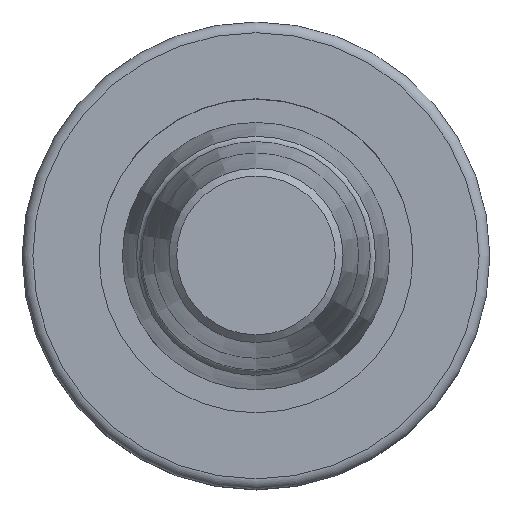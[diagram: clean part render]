
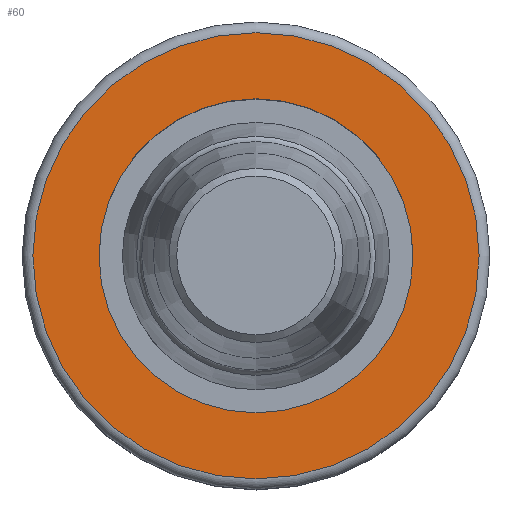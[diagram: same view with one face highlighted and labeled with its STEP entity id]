
A CAD part, top view. The second image highlights one B-rep face of the part: STEP entity #60.
In plain terms, the highlighted planar face has unit normal (0, 0, 1).
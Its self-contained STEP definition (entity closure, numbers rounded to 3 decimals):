
#42=PLANE('',#349);
#60=ADVANCED_FACE('',(#94,#95),#42,.T.);
#94=FACE_BOUND('',#144,.T.);
#95=FACE_BOUND('',#145,.T.);
#144=EDGE_LOOP('',(#196));
#145=EDGE_LOOP('',(#197));
#196=ORIENTED_EDGE('',*,*,#272,.T.);
#197=ORIENTED_EDGE('',*,*,#271,.F.);
#245=VERTEX_POINT('',#521);
#246=VERTEX_POINT('',#524);
#271=EDGE_CURVE('',#245,#245,#297,.T.);
#272=EDGE_CURVE('',#246,#246,#298,.T.);
#297=CIRCLE('',#346,16.7);
#298=CIRCLE('',#348,11.75);
#346=AXIS2_PLACEMENT_3D('',#520,#412,#413);
#348=AXIS2_PLACEMENT_3D('',#523,#416,#417);
#349=AXIS2_PLACEMENT_3D('',#525,#418,#419);
#412=DIRECTION('',(0.,0.,-1.));
#413=DIRECTION('',(0.,1.,0.));
#416=DIRECTION('',(0.,0.,-1.));
#417=DIRECTION('',(0.,1.,0.));
#418=DIRECTION('',(0.,0.,1.));
#419=DIRECTION('',(0.,1.,0.));
#520=CARTESIAN_POINT('',(0.,0.,8.881));
#521=CARTESIAN_POINT('',(0.,16.7,8.881));
#523=CARTESIAN_POINT('',(0.,0.,8.881));
#524=CARTESIAN_POINT('',(0.,11.75,8.881));
#525=CARTESIAN_POINT('',(0.,-16.7,8.881));
